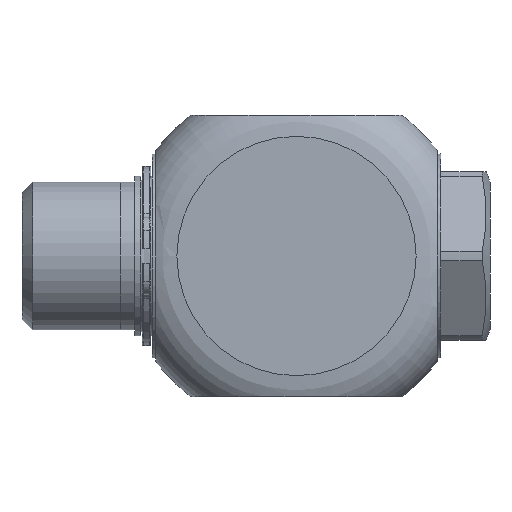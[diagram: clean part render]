
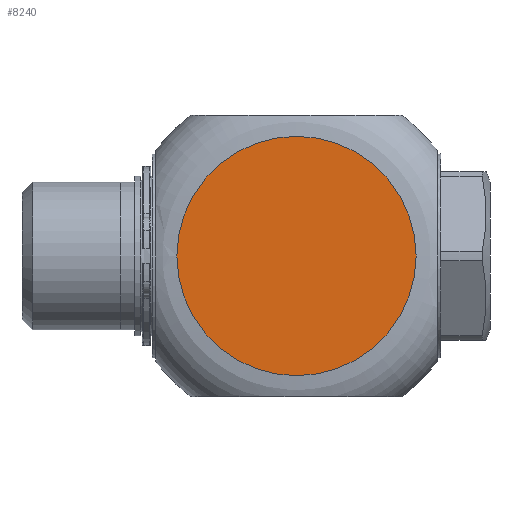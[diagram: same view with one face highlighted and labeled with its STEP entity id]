
A CAD part, front view. The second image highlights one B-rep face of the part: STEP entity #8240.
In plain terms, the highlighted planar face has unit normal (0, -1, 0).
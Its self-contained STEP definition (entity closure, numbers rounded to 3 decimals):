
#1073=PLANE('',#8532);
#2504=ORIENTED_EDGE('',*,*,#3507,.T.);
#3507=EDGE_CURVE('',#4132,#4132,#4245,.T.);
#4132=VERTEX_POINT('',#20298);
#4245=CIRCLE('',#8533,17.);
#4706=EDGE_LOOP('',(#2504));
#5172=FACE_BOUND('',#4706,.T.);
#8240=ADVANCED_FACE('',(#5172),#1073,.F.);
#8532=AXIS2_PLACEMENT_3D('',#20296,#9154,#9155);
#8533=AXIS2_PLACEMENT_3D('',#20297,#9156,#9157);
#9154=DIRECTION('',(0.,1.,0.));
#9155=DIRECTION('',(1.,0.,0.));
#9156=DIRECTION('',(0.,-1.,0.));
#9157=DIRECTION('',(-1.,0.,0.));
#20296=CARTESIAN_POINT('',(0.7,-15.,20.));
#20297=CARTESIAN_POINT('',(20.7,-15.,0.));
#20298=CARTESIAN_POINT('',(3.7,-15.,0.));
